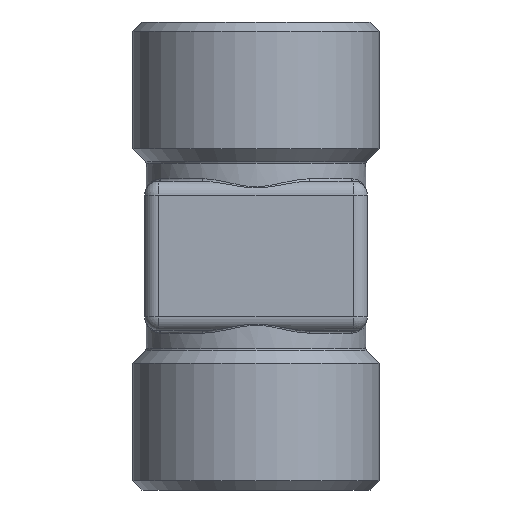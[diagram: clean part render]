
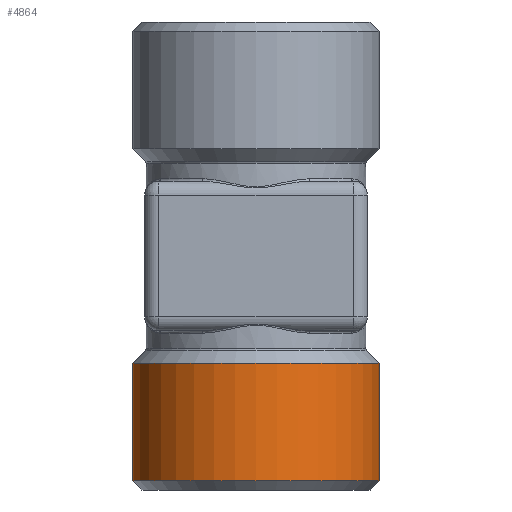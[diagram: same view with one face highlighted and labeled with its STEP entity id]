
A CAD part, left-side view. The second image highlights one B-rep face of the part: STEP entity #4864.
In plain terms, the highlighted cylindrical face has radius 13.22 mm (diameter 26.44 mm), a full revolution.
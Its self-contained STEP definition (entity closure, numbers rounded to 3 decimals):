
#277=LINE('',#7941,#516);
#516=VECTOR('',#6147,13.22);
#713=CYLINDRICAL_SURFACE('',#5330,13.22);
#1304=FACE_OUTER_BOUND('',#1599,.T.);
#1599=EDGE_LOOP('',(#3737,#3738,#3739,#3740,#3741,#3742));
#1892=CIRCLE('',#5204,13.22);
#1893=CIRCLE('',#5205,13.22);
#1894=CIRCLE('',#5206,13.22);
#1962=CIRCLE('',#5329,13.22);
#2154=VERTEX_POINT('',#7250);
#2155=VERTEX_POINT('',#7252);
#2156=VERTEX_POINT('',#7254);
#2213=VERTEX_POINT('',#7937);
#2658=EDGE_CURVE('',#2155,#2154,#1892,.T.);
#2659=EDGE_CURVE('',#2156,#2155,#1893,.T.);
#2660=EDGE_CURVE('',#2154,#2156,#1894,.T.);
#2777=EDGE_CURVE('',#2213,#2213,#1962,.T.);
#2778=EDGE_CURVE('',#2155,#2213,#277,.T.);
#3737=ORIENTED_EDGE('',*,*,#2659,.T.);
#3738=ORIENTED_EDGE('',*,*,#2778,.T.);
#3739=ORIENTED_EDGE('',*,*,#2777,.F.);
#3740=ORIENTED_EDGE('',*,*,#2778,.F.);
#3741=ORIENTED_EDGE('',*,*,#2658,.T.);
#3742=ORIENTED_EDGE('',*,*,#2660,.T.);
#4864=ADVANCED_FACE('',(#1304),#713,.T.);
#5204=AXIS2_PLACEMENT_3D('',#7253,#5852,#5853);
#5205=AXIS2_PLACEMENT_3D('',#7255,#5854,#5855);
#5206=AXIS2_PLACEMENT_3D('',#7256,#5856,#5857);
#5329=AXIS2_PLACEMENT_3D('',#7939,#6143,#6144);
#5330=AXIS2_PLACEMENT_3D('',#7940,#6145,#6146);
#5852=DIRECTION('center_axis',(0.,0.,-1.));
#5853=DIRECTION('ref_axis',(-1.,0.,0.));
#5854=DIRECTION('center_axis',(0.,0.,-1.));
#5855=DIRECTION('ref_axis',(-1.,0.,0.));
#5856=DIRECTION('center_axis',(0.,0.,-1.));
#5857=DIRECTION('ref_axis',(-1.,0.,0.));
#6143=DIRECTION('center_axis',(0.,0.,-1.));
#6144=DIRECTION('ref_axis',(-1.,0.,0.));
#6145=DIRECTION('center_axis',(0.,0.,1.));
#6146=DIRECTION('ref_axis',(-1.,0.,0.));
#6147=DIRECTION('',(0.,0.,-1.));
#7250=CARTESIAN_POINT('',(0.,-13.22,13.53));
#7252=CARTESIAN_POINT('',(13.22,0.,13.53));
#7253=CARTESIAN_POINT('Origin',(0.,0.,13.53));
#7254=CARTESIAN_POINT('',(0.,13.22,13.53));
#7255=CARTESIAN_POINT('Origin',(0.,0.,13.53));
#7256=CARTESIAN_POINT('Origin',(0.,0.,13.53));
#7937=CARTESIAN_POINT('',(13.22,0.,1.));
#7939=CARTESIAN_POINT('Origin',(0.,0.,1.));
#7940=CARTESIAN_POINT('Origin',(0.,0.,0.));
#7941=CARTESIAN_POINT('',(13.22,0.,0.));
